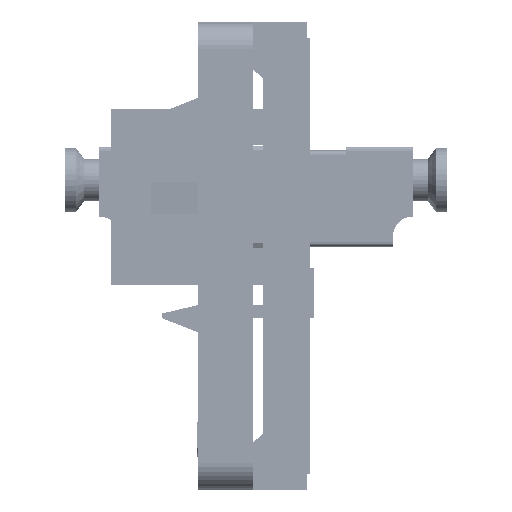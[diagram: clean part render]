
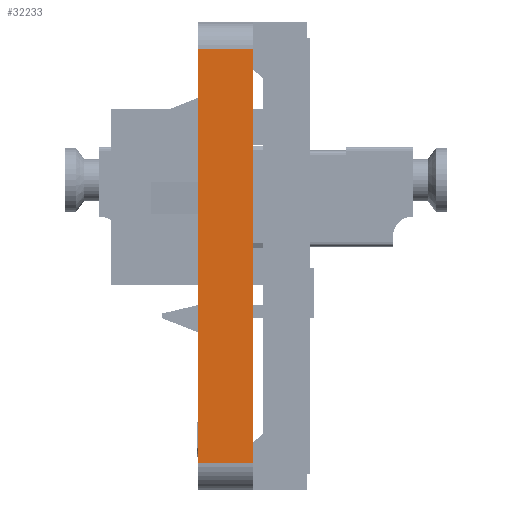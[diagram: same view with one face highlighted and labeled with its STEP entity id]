
A CAD part, left-side view. The second image highlights one B-rep face of the part: STEP entity #32233.
In plain terms, the highlighted planar face has unit normal (-1, 0, 0).
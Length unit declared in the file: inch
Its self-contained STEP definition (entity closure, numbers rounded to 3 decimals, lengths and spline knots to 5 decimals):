
#2230 = EDGE_CURVE ( 'NONE', #14786, #10822, #28918, .T. ) ;
#4296 = VERTEX_POINT ( 'NONE', #7395 ) ;
#7395 = CARTESIAN_POINT ( 'NONE',  ( -9.5, 0.06, -0.758 ) ) ;
#9087 = VECTOR ( 'NONE', #37878, 39.37008 ) ;
#10822 = VERTEX_POINT ( 'NONE', #13141 ) ;
#12882 = LINE ( 'NONE', #19590, #9087 ) ;
#12894 = CARTESIAN_POINT ( 'NONE',  ( -9.5, 0.06, 0.758 ) ) ;
#13141 = CARTESIAN_POINT ( 'NONE',  ( -9.5, -0.14, -0.758 ) ) ;
#13989 = LINE ( 'NONE', #36408, #56638 ) ;
#14786 = VERTEX_POINT ( 'NONE', #20457 ) ;
#15684 = EDGE_LOOP ( 'NONE', ( #16088, #23095, #54358, #19955 ) ) ;
#15735 = DIRECTION ( 'NONE',  ( 0., 1., 0. ) ) ;
#16088 = ORIENTED_EDGE ( 'NONE', *, *, #35054, .T. ) ;
#19590 = CARTESIAN_POINT ( 'NONE',  ( -9.5, 0.06, 0.858 ) ) ;
#19955 = ORIENTED_EDGE ( 'NONE', *, *, #67280, .F. ) ;
#20348 = DIRECTION ( 'NONE',  ( -1., 0., 0. ) ) ;
#20457 = CARTESIAN_POINT ( 'NONE',  ( -9.5, -0.14, 0.758 ) ) ;
#23095 = ORIENTED_EDGE ( 'NONE', *, *, #2230, .F. ) ;
#24038 = VECTOR ( 'NONE', #15735, 39.37008 ) ;
#26179 = PLANE ( 'NONE',  #76375 ) ;
#27745 = EDGE_CURVE ( 'NONE', #14786, #45467, #56312, .T. ) ;
#28918 = LINE ( 'NONE', #60365, #75266 ) ;
#32233 = ADVANCED_FACE ( 'NONE', ( #35913 ), #26179, .T. ) ;
#35054 = EDGE_CURVE ( 'NONE', #4296, #10822, #13989, .T. ) ;
#35913 = FACE_OUTER_BOUND ( 'NONE', #15684, .T. ) ;
#36408 = CARTESIAN_POINT ( 'NONE',  ( -9.5, -38.15467, -0.758 ) ) ;
#37878 = DIRECTION ( 'NONE',  ( 0., 0., 1. ) ) ;
#42513 = DIRECTION ( 'NONE',  ( 0., -1., 0. ) ) ;
#44457 = CARTESIAN_POINT ( 'NONE',  ( -9.5, -38.15467, 0.858 ) ) ;
#45467 = VERTEX_POINT ( 'NONE', #12894 ) ;
#54358 = ORIENTED_EDGE ( 'NONE', *, *, #27745, .T. ) ;
#56312 = LINE ( 'NONE', #64246, #24038 ) ;
#56638 = VECTOR ( 'NONE', #42513, 39.37008 ) ;
#57933 = DIRECTION ( 'NONE',  ( 0., 0., -1. ) ) ;
#60365 = CARTESIAN_POINT ( 'NONE',  ( -9.5, -0.14, -0.758 ) ) ;
#62720 = DIRECTION ( 'NONE',  ( 0., 0., 1. ) ) ;
#64246 = CARTESIAN_POINT ( 'NONE',  ( -9.5, -38.15467, 0.758 ) ) ;
#67280 = EDGE_CURVE ( 'NONE', #4296, #45467, #12882, .T. ) ;
#75266 = VECTOR ( 'NONE', #57933, 39.37008 ) ;
#76375 = AXIS2_PLACEMENT_3D ( 'NONE', #44457, #20348, #62720 ) ;
